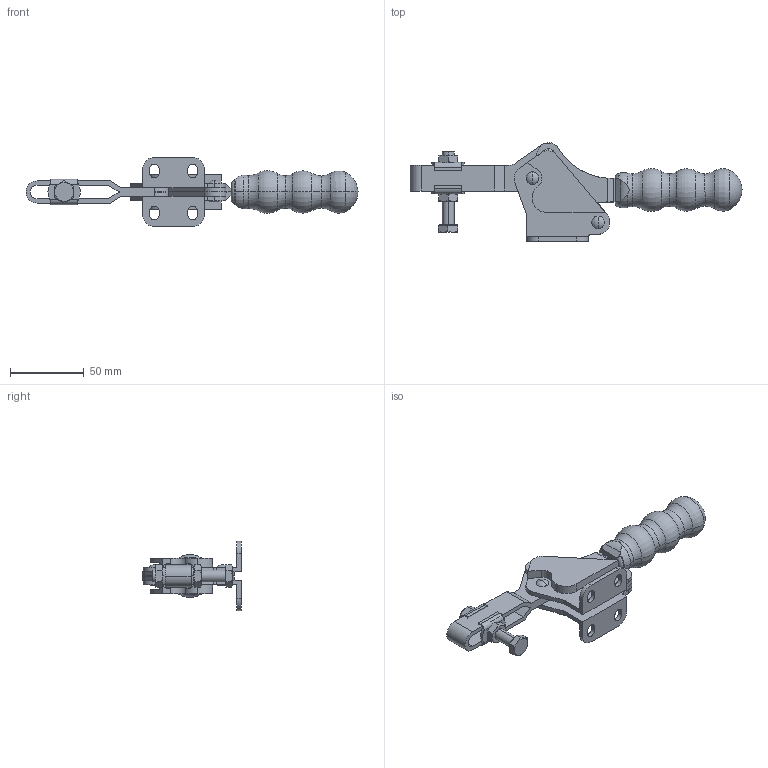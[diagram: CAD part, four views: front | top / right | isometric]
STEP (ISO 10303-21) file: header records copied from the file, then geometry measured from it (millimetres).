
FILE_DESCRIPTION (( 'STEP AP214' ), '1' );
FILE_NAME ('EMC22502B.STEP', '2019-01-09T06:41:36', ( 'LinWei' ), ( '' ), 'SwSTEP 2.0', 'SolidWorks 2016', '' );
FILE_SCHEMA (( 'AUTOMOTIVE_DESIGN' ));
Length unit declared in the file: millimetre
Products named in the file (6): 122502B08-1^EMC22502B; Group5^EMC22502B; Group4^EMC22502B; Group3^EMC22502B; Group1^EMC22502B; EMC22502B
Assembly tree (5 placements, depth 2):
  EMC22502B
    Group1^EMC22502B
    Group3^EMC22502B
    Group4^EMC22502B
    Group5^EMC22502B
    122502B08-1^EMC22502B
Bounding box: 225.06 x 66.74 x 47 mm (x, y, z)
Volume: 93389.1 mm3; surface area: 45273.1 mm2
Topology: 5 solids, 5 shells, 332 faces, 848 edges, 544 vertices
Faces by surface type: plane 145, cylinder 111, torus 38, cone 28, sphere 10
Entity records: 11890 total; most frequent: CARTESIAN_POINT 2188, DIRECTION 1781, ORIENTED_EDGE 1696, EDGE_CURVE 848, AXIS2_PLACEMENT_3D 685, VERTEX_POINT 544, LINE 411, VECTOR 411
